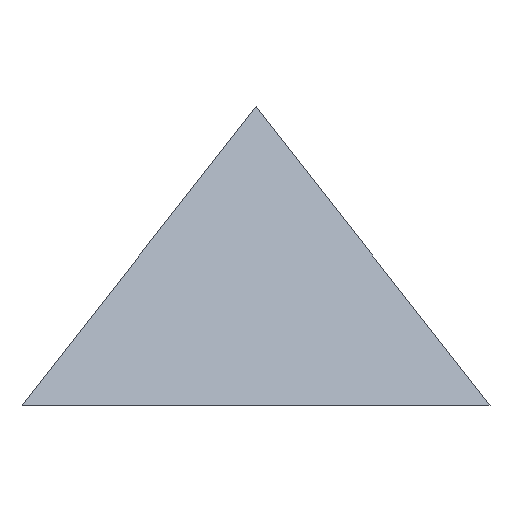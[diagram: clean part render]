
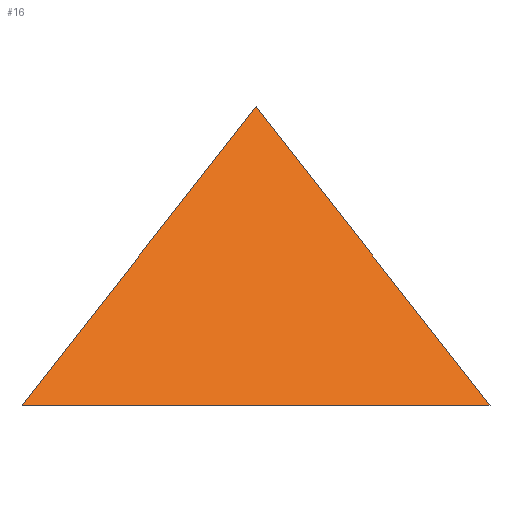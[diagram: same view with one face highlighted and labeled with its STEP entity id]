
A CAD part, front view. The second image highlights one B-rep face of the part: STEP entity #16.
In plain terms, the highlighted planar face has unit normal (0, -0.787, 0.618).
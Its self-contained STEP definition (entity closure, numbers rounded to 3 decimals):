
#16=ADVANCED_FACE('',(#21),#108,.T.);
#21=FACE_OUTER_BOUND('',#26,.T.);
#26=EDGE_LOOP('',(#42,#43,#44,#45,#46));
#42=ORIENTED_EDGE('',*,*,#64,.T.);
#43=ORIENTED_EDGE('',*,*,#75,.F.);
#44=ORIENTED_EDGE('',*,*,#65,.T.);
#45=ORIENTED_EDGE('',*,*,#71,.F.);
#46=ORIENTED_EDGE('',*,*,#70,.F.);
#64=EDGE_CURVE('',#97,#100,#80,.T.);
#65=EDGE_CURVE('',#101,#96,#81,.T.);
#70=EDGE_CURVE('',#97,#106,#86,.T.);
#71=EDGE_CURVE('',#106,#96,#87,.T.);
#75=EDGE_CURVE('',#101,#100,#91,.T.);
#80=B_SPLINE_CURVE_WITH_KNOTS('',1,(#170,#171),.UNSPECIFIED.,.F.,.F.,(2,
2),(14.941,15.099),.UNSPECIFIED.);
#81=B_SPLINE_CURVE_WITH_KNOTS('',1,(#172,#173),.UNSPECIFIED.,.F.,.F.,(2,
2),(30.484,30.641),.UNSPECIFIED.);
#86=B_SPLINE_CURVE_WITH_KNOTS('',1,(#182,#183),.UNSPECIFIED.,.F.,.F.,(2,
2),(62.8,77.741),.UNSPECIFIED.);
#87=B_SPLINE_CURVE_WITH_KNOTS('',1,(#184,#185),.UNSPECIFIED.,.F.,.F.,(2,
2),(46.341,61.283),.UNSPECIFIED.);
#91=B_SPLINE_CURVE_WITH_KNOTS('',1,(#192,#193),.UNSPECIFIED.,.F.,.F.,(2,
2),(-30.484,-15.099),.UNSPECIFIED.);
#96=VERTEX_POINT('',#155);
#97=VERTEX_POINT('',#156);
#100=VERTEX_POINT('',#159);
#101=VERTEX_POINT('',#160);
#106=VERTEX_POINT('',#165);
#108=PLANE('',#133);
#133=AXIS2_PLACEMENT_3D('',#149,#141,$);
#141=DIRECTION('',(0.,-0.787,0.617));
#149=CARTESIAN_POINT('',(0.,-261.195,0.));
#155=CARTESIAN_POINT('',(157.,-261.195,0.));
#156=CARTESIAN_POINT('',(0.,-261.195,0.));
#159=CARTESIAN_POINT('',(1.573,-261.195,0.));
#160=CARTESIAN_POINT('',(155.427,-261.195,0.));
#165=CARTESIAN_POINT('',(78.5,-182.695,100.));
#170=CARTESIAN_POINT('',(0.,-261.195,0.));
#171=CARTESIAN_POINT('',(1.573,-261.195,0.));
#172=CARTESIAN_POINT('',(155.427,-261.195,0.));
#173=CARTESIAN_POINT('',(157.,-261.195,0.));
#182=CARTESIAN_POINT('',(0.,-261.195,0.));
#183=CARTESIAN_POINT('',(78.5,-182.695,100.));
#184=CARTESIAN_POINT('',(78.5,-182.695,100.));
#185=CARTESIAN_POINT('',(157.,-261.195,0.));
#192=CARTESIAN_POINT('',(155.427,-261.195,0.));
#193=CARTESIAN_POINT('',(1.573,-261.195,0.));
